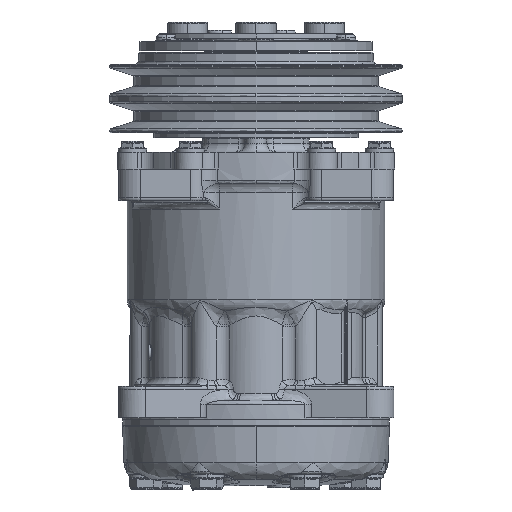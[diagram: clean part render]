
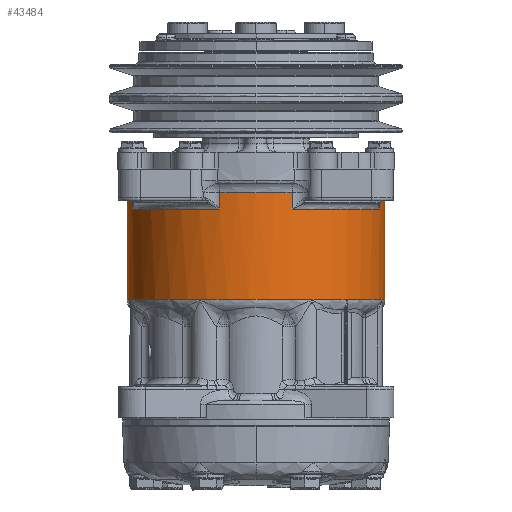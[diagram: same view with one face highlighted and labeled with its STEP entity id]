
A CAD part, front view. The second image highlights one B-rep face of the part: STEP entity #43484.
In plain terms, the highlighted cylindrical face has radius 58 mm (diameter 116 mm), a partial arc.
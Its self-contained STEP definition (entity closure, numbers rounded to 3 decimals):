
#85 = EDGE_CURVE ( 'NONE', #29851, #28542, #53139, .T. ) ;
#1296 = EDGE_CURVE ( 'NONE', #22342, #22436, #58929, .T. ) ;
#14299 = CARTESIAN_POINT ( 'NONE',  ( 55.649, -16.345, 107.417 ) ) ;
#15319 = CARTESIAN_POINT ( 'NONE',  ( 16.344, -55.649, 107.417 ) ) ;
#15538 = CARTESIAN_POINT ( 'NONE',  ( -16.346, -55.649, 107.417 ) ) ;
#22053 = VERTEX_POINT ( 'NONE', #14299 ) ;
#22342 = VERTEX_POINT ( 'NONE', #15319 ) ;
#22436 = VERTEX_POINT ( 'NONE', #15538 ) ;
#28506 = EDGE_CURVE ( 'NONE', #28527, #28513, #56457, .T. ) ;
#28513 = VERTEX_POINT ( 'NONE', #56463 ) ;
#28527 = VERTEX_POINT ( 'NONE', #56460 ) ;
#28542 = VERTEX_POINT ( 'NONE', #56571 ) ;
#28641 = EDGE_CURVE ( 'NONE', #28643, #28542, #57255, .T. ) ;
#28643 = VERTEX_POINT ( 'NONE', #57272 ) ;
#29562 = EDGE_CURVE ( 'NONE', #29702, #28527, #64175, .T. ) ;
#29632 = EDGE_CURVE ( 'NONE', #29634, #29851, #65147, .T. ) ;
#29634 = VERTEX_POINT ( 'NONE', #65237 ) ;
#29702 = VERTEX_POINT ( 'NONE', #65939 ) ;
#29851 = VERTEX_POINT ( 'NONE', #66486 ) ;
#43443 = ORIENTED_EDGE ( 'NONE', *, *, #154960, .T. ) ;
#43445 = ORIENTED_EDGE ( 'NONE', *, *, #70826, .T. ) ;
#43447 = ORIENTED_EDGE ( 'NONE', *, *, #76686, .T. ) ;
#43449 = ORIENTED_EDGE ( 'NONE', *, *, #85, .T. ) ;
#43453 = ORIENTED_EDGE ( 'NONE', *, *, #79628, .T. ) ;
#43459 = ORIENTED_EDGE ( 'NONE', *, *, #29632, .T. ) ;
#43477 = EDGE_LOOP ( 'NONE', ( #43481, #43489, #43488, #43491, #43487, #43443, #43490, #43447, #43492, #43453, #43445, #43459, #43449 ) ) ;
#43481 = ORIENTED_EDGE ( 'NONE', *, *, #28641, .F. ) ;
#43484 = ADVANCED_FACE ( 'NONE', ( #98776 ), #98729, .T. ) ;
#43487 = ORIENTED_EDGE ( 'NONE', *, *, #154566, .T. ) ;
#43488 = ORIENTED_EDGE ( 'NONE', *, *, #29562, .T. ) ;
#43489 = ORIENTED_EDGE ( 'NONE', *, *, #47310, .T. ) ;
#43490 = ORIENTED_EDGE ( 'NONE', *, *, #81588, .T. ) ;
#43491 = ORIENTED_EDGE ( 'NONE', *, *, #28506, .T. ) ;
#43492 = ORIENTED_EDGE ( 'NONE', *, *, #1296, .T. ) ;
#47310 = EDGE_CURVE ( 'NONE', #28643, #29702, #107977, .T. ) ;
#53045 = CARTESIAN_POINT ( 'NONE',  ( -0.001, 0., 107.417 ) ) ;
#53139 = CIRCLE ( 'NONE', #53223, 58. ) ;
#53213 = DIRECTION ( 'NONE',  ( 1., 0., 0. ) ) ;
#53214 = DIRECTION ( 'NONE',  ( 0., 0., -1. ) ) ;
#53223 = AXIS2_PLACEMENT_3D ( 'NONE', #53045, #53214, #53213 ) ;
#56450 = DIRECTION ( 'NONE',  ( 0., 0., 1. ) ) ;
#56452 = VECTOR ( 'NONE', #56450, 1000. ) ;
#56455 = CARTESIAN_POINT ( 'NONE',  ( 57.999, 0., 118.995 ) ) ;
#56457 = LINE ( 'NONE', #56455, #56452 ) ;
#56460 = CARTESIAN_POINT ( 'NONE',  ( 57.999, 0., 59.495 ) ) ;
#56463 = CARTESIAN_POINT ( 'NONE',  ( 57.999, 0., 107.417 ) ) ;
#56571 = CARTESIAN_POINT ( 'NONE',  ( -58.001, 0., 107.417 ) ) ;
#57248 = DIRECTION ( 'NONE',  ( 0., 0., 1. ) ) ;
#57249 = VECTOR ( 'NONE', #57248, 1000. ) ;
#57252 = CARTESIAN_POINT ( 'NONE',  ( -58.001, 0., 118.995 ) ) ;
#57255 = LINE ( 'NONE', #57252, #57249 ) ;
#57272 = CARTESIAN_POINT ( 'NONE',  ( -58.001, 0., 59.495 ) ) ;
#57638 = CARTESIAN_POINT ( 'NONE',  ( -0.001, 0., 107.417 ) ) ;
#57783 = DIRECTION ( 'NONE',  ( 1., 0., 0. ) ) ;
#57784 = DIRECTION ( 'NONE',  ( 0., 0., -1. ) ) ;
#57787 = AXIS2_PLACEMENT_3D ( 'NONE', #57638, #57784, #57783 ) ;
#57823 = CIRCLE ( 'NONE', #57787, 58. ) ;
#58803 = CARTESIAN_POINT ( 'NONE',  ( -0.001, 0., 107.417 ) ) ;
#58807 = DIRECTION ( 'NONE',  ( 0., 0., -1. ) ) ;
#58887 = DIRECTION ( 'NONE',  ( 1., 0., 0. ) ) ;
#58898 = AXIS2_PLACEMENT_3D ( 'NONE', #58803, #58807, #58887 ) ;
#58929 = CIRCLE ( 'NONE', #58898, 58. ) ;
#62168 = DIRECTION ( 'NONE',  ( 0., 0., -1. ) ) ;
#62169 = VECTOR ( 'NONE', #62168, 1000. ) ;
#62170 = CARTESIAN_POINT ( 'NONE',  ( 55.649, -16.345, 118.995 ) ) ;
#62171 = LINE ( 'NONE', #62170, #62169 ) ;
#64175 = CIRCLE ( 'NONE', #64388, 58. ) ;
#64386 = DIRECTION ( 'NONE',  ( 1., 0., 0. ) ) ;
#64387 = DIRECTION ( 'NONE',  ( 0., 0., 1. ) ) ;
#64388 = AXIS2_PLACEMENT_3D ( 'NONE', #64399, #64387, #64386 ) ;
#64399 = CARTESIAN_POINT ( 'NONE',  ( -0.001, 0., 59.495 ) ) ;
#65147 = LINE ( 'NONE', #65246, #65234 ) ;
#65232 = DIRECTION ( 'NONE',  ( 0., 0., 1. ) ) ;
#65234 = VECTOR ( 'NONE', #65232, 1000. ) ;
#65237 = CARTESIAN_POINT ( 'NONE',  ( -55.65, -16.345, 99.995 ) ) ;
#65246 = CARTESIAN_POINT ( 'NONE',  ( -55.65, -16.345, 118.995 ) ) ;
#65939 = CARTESIAN_POINT ( 'NONE',  ( 41.011, -41.012, 59.495 ) ) ;
#66486 = CARTESIAN_POINT ( 'NONE',  ( -55.65, -16.345, 107.417 ) ) ;
#70826 = EDGE_CURVE ( 'NONE', #109435, #29634, #127395, .T. ) ;
#76686 = EDGE_CURVE ( 'NONE', #87261, #22342, #128233, .T. ) ;
#79628 = EDGE_CURVE ( 'NONE', #22436, #109435, #128643, .T. ) ;
#81588 = EDGE_CURVE ( 'NONE', #87548, #87261, #128669, .T. ) ;
#87261 = VERTEX_POINT ( 'NONE', #129188 ) ;
#87548 = VERTEX_POINT ( 'NONE', #129275 ) ;
#98729 = CYLINDRICAL_SURFACE ( 'NONE', #98858, 58. ) ;
#98776 = FACE_OUTER_BOUND ( 'NONE', #43477, .T. ) ;
#98777 = CARTESIAN_POINT ( 'NONE',  ( -0.001, 0., 118.995 ) ) ;
#98855 = DIRECTION ( 'NONE',  ( 0., 0., 1. ) ) ;
#98858 = AXIS2_PLACEMENT_3D ( 'NONE', #98777, #98855, #98879 ) ;
#98879 = DIRECTION ( 'NONE',  ( 1., 0., 0. ) ) ;
#107619 = DIRECTION ( 'NONE',  ( 1., 0., 0. ) ) ;
#107944 = CARTESIAN_POINT ( 'NONE',  ( -0.001, 0., 59.495 ) ) ;
#107971 = AXIS2_PLACEMENT_3D ( 'NONE', #107944, #107981, #107619 ) ;
#107977 = CIRCLE ( 'NONE', #107971, 58. ) ;
#107981 = DIRECTION ( 'NONE',  ( 0., 0., 1. ) ) ;
#109435 = VERTEX_POINT ( 'NONE', #139654 ) ;
#127395 = CIRCLE ( 'NONE', #127398, 58. ) ;
#127398 = AXIS2_PLACEMENT_3D ( 'NONE', #127458, #127457, #127456 ) ;
#127456 = DIRECTION ( 'NONE',  ( 1., 0., 0. ) ) ;
#127457 = DIRECTION ( 'NONE',  ( 0., 0., -1. ) ) ;
#127458 = CARTESIAN_POINT ( 'NONE',  ( -0.001, 0., 99.995 ) ) ;
#128225 = DIRECTION ( 'NONE',  ( 0., 0., 1. ) ) ;
#128226 = VECTOR ( 'NONE', #128225, 1000. ) ;
#128232 = CARTESIAN_POINT ( 'NONE',  ( 16.344, -55.649, 118.995 ) ) ;
#128233 = LINE ( 'NONE', #128232, #128226 ) ;
#128637 = DIRECTION ( 'NONE',  ( 0., 0., -1. ) ) ;
#128638 = VECTOR ( 'NONE', #128637, 1000. ) ;
#128639 = CARTESIAN_POINT ( 'NONE',  ( -16.346, -55.649, 118.995 ) ) ;
#128643 = LINE ( 'NONE', #128639, #128638 ) ;
#128662 = DIRECTION ( 'NONE',  ( 1., 0., 0. ) ) ;
#128663 = DIRECTION ( 'NONE',  ( 0., 0., -1. ) ) ;
#128664 = CARTESIAN_POINT ( 'NONE',  ( -0.001, 0., 99.995 ) ) ;
#128665 = AXIS2_PLACEMENT_3D ( 'NONE', #128664, #128663, #128662 ) ;
#128669 = CIRCLE ( 'NONE', #128665, 58. ) ;
#129188 = CARTESIAN_POINT ( 'NONE',  ( 16.344, -55.649, 99.995 ) ) ;
#129275 = CARTESIAN_POINT ( 'NONE',  ( 55.649, -16.345, 99.995 ) ) ;
#139654 = CARTESIAN_POINT ( 'NONE',  ( -16.346, -55.649, 99.995 ) ) ;
#154566 = EDGE_CURVE ( 'NONE', #28513, #22053, #57823, .T. ) ;
#154960 = EDGE_CURVE ( 'NONE', #22053, #87548, #62171, .T. ) ;
